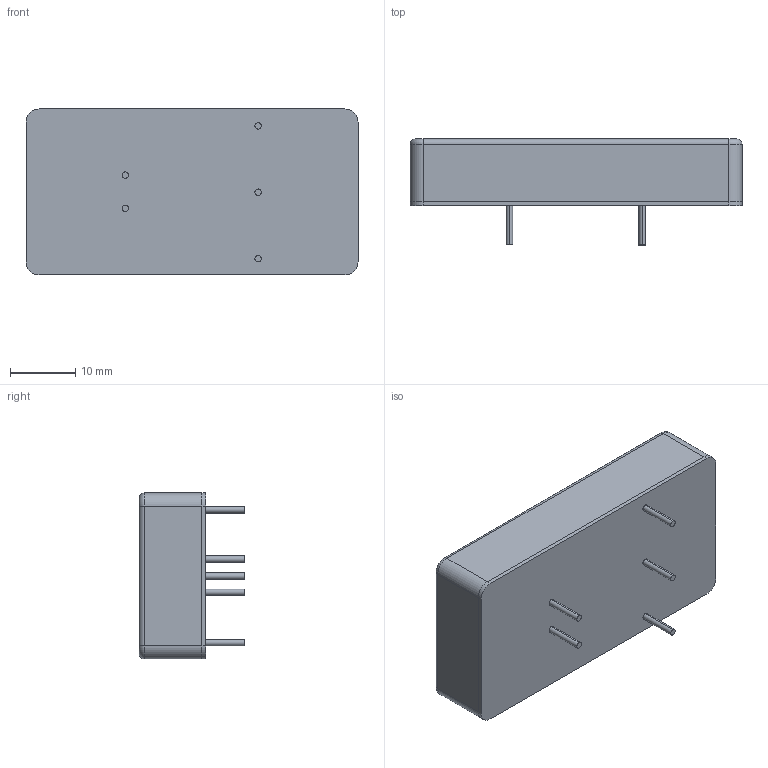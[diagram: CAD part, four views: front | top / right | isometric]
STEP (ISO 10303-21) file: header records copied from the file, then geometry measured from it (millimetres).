
FILE_DESCRIPTION (( 'STEP AP214' ), '1' );
FILE_NAME ('TEL 15-2412.STEP', '2022-09-21T05:43:43', ( '' ), ( '' ), 'SwSTEP 2.0', 'SolidWorks 2018', '' );
FILE_SCHEMA (( 'AUTOMOTIVE_DESIGN' ));
Length unit declared in the file: millimetre
Products named in the file (1): TEL 15-2412
Bounding box: 50.8 x 16.2 x 25.4 mm (x, y, z)
Volume: 13129.5 mm3; surface area: 4143.9 mm2
Topology: 6 solids, 6 shells, 49 faces, 100 edges, 64 vertices
Faces by surface type: plane 23, cylinder 22, torus 4
Entity records: 1729 total; most frequent: DIRECTION 248, CARTESIAN_POINT 214, ORIENTED_EDGE 200, EDGE_CURVE 100, AXIS2_PLACEMENT_3D 98, VERTEX_POINT 64, VECTOR 52, LINE 52
